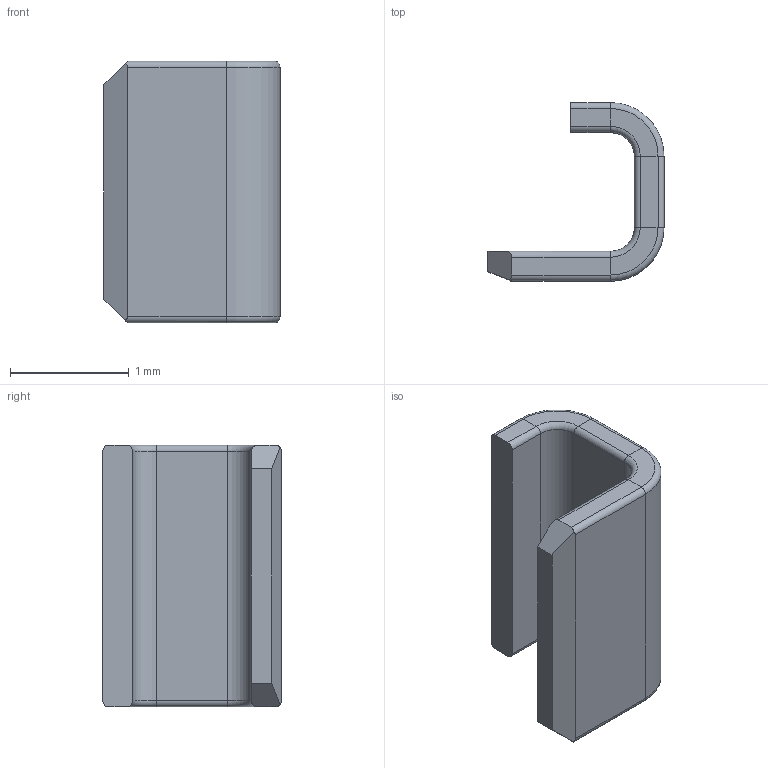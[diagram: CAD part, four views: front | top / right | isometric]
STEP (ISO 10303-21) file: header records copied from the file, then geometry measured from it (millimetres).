
FILE_DESCRIPTION (( 'STEP AP214' ), '1' );
FILE_NAME ('SMT-RA-MH.STEP', '2024-05-09T10:33:53', ( '' ), ( '' ), 'SwSTEP 2.0', 'SolidWorks 2024', '' );
FILE_SCHEMA (( 'AUTOMOTIVE_DESIGN' ));
Length unit declared in the file: millimetre
Products named in the file (1): SMT-RA-MH
Bounding box: 1.48 x 1.5 x 2.2 mm (x, y, z)
Volume: 1.6 mm3; surface area: 15.2 mm2
Topology: 1 solids, 1 shells, 45 faces, 97 edges, 54 vertices
Faces by surface type: plane 21, cylinder 16, torus 8
Entity records: 1214 total; most frequent: DIRECTION 219, CARTESIAN_POINT 215, ORIENTED_EDGE 194, EDGE_CURVE 97, AXIS2_PLACEMENT_3D 82, VECTOR 55, LINE 55, VERTEX_POINT 54
